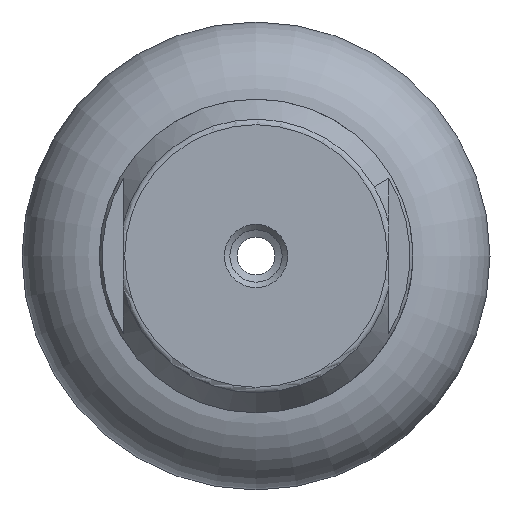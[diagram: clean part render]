
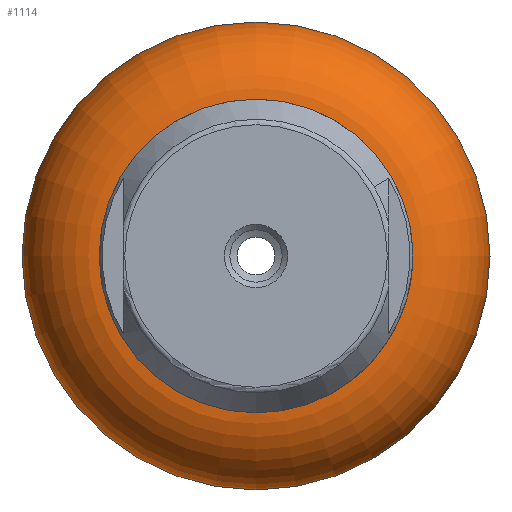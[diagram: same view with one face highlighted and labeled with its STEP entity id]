
A CAD part, front view. The second image highlights one B-rep face of the part: STEP entity #1114.
In plain terms, the highlighted toroidal (fillet/blend) face has major radius 11.5 mm and minor radius 7 mm.
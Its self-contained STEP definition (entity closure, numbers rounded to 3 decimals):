
#142=TOROIDAL_SURFACE('',#1312,11.5,7.);
#396=ORIENTED_EDGE('',*,*,#546,.T.);
#397=ORIENTED_EDGE('',*,*,#548,.F.);
#546=EDGE_CURVE('',#656,#656,#738,.T.);
#548=EDGE_CURVE('',#658,#658,#740,.T.);
#656=VERTEX_POINT('',#2006);
#658=VERTEX_POINT('',#2012);
#738=CIRCLE('',#1307,11.5);
#740=CIRCLE('',#1311,11.5);
#864=EDGE_LOOP('',(#396));
#865=EDGE_LOOP('',(#397));
#1005=FACE_BOUND('',#864,.T.);
#1006=FACE_BOUND('',#865,.T.);
#1114=ADVANCED_FACE('',(#1005,#1006),#142,.T.);
#1307=AXIS2_PLACEMENT_3D('',#2005,#1616,#1617);
#1311=AXIS2_PLACEMENT_3D('',#2011,#1624,#1625);
#1312=AXIS2_PLACEMENT_3D('',#2013,#1626,#1627);
#1616=DIRECTION('',(0.,-1.,0.));
#1617=DIRECTION('',(0.,0.,-1.));
#1624=DIRECTION('',(0.,-1.,0.));
#1625=DIRECTION('',(0.,0.,-1.));
#1626=DIRECTION('',(0.,-1.,0.));
#1627=DIRECTION('',(0.,0.,-1.));
#2005=CARTESIAN_POINT('',(0.,7.,0.));
#2006=CARTESIAN_POINT('',(0.,7.,-11.5));
#2011=CARTESIAN_POINT('',(0.,-7.,0.));
#2012=CARTESIAN_POINT('',(0.,-7.,-11.5));
#2013=CARTESIAN_POINT('',(0.,0.,0.));
